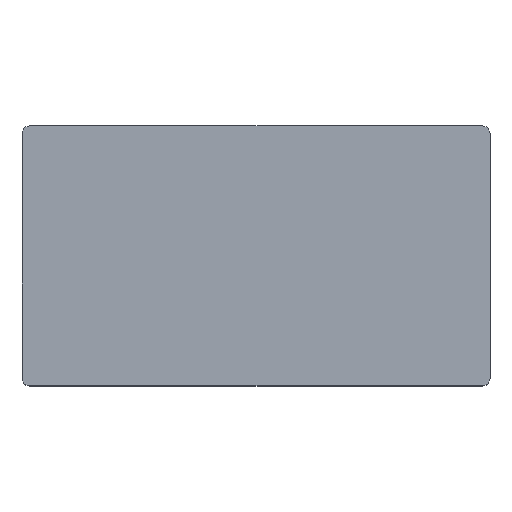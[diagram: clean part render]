
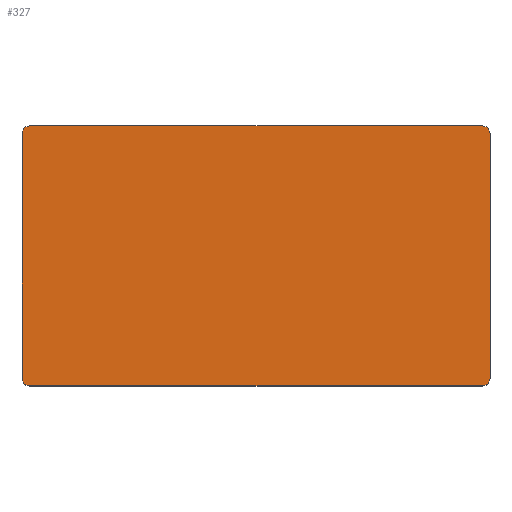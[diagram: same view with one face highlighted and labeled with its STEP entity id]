
A CAD part, top view. The second image highlights one B-rep face of the part: STEP entity #327.
In plain terms, the highlighted planar face has unit normal (0, 0, 1).
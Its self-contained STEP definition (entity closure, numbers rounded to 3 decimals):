
#3 = ORIENTED_EDGE ( 'NONE', *, *, #338, .T. ) ;
#4 = AXIS2_PLACEMENT_3D ( 'NONE', #257, #223, #248 ) ;
#5 = CARTESIAN_POINT ( 'NONE',  ( 18., 0., 2. ) ) ;
#14 = EDGE_LOOP ( 'NONE', ( #231, #191, #100, #41, #214, #3, #211, #178 ) ) ;
#19 = EDGE_CURVE ( 'NONE', #72, #333, #104, .T. ) ;
#21 = EDGE_CURVE ( 'NONE', #131, #340, #221, .T. ) ;
#25 = DIRECTION ( 'NONE',  ( 0., -1., 0. ) ) ;
#26 = CIRCLE ( 'NONE', #102, 0.3 ) ;
#29 = CARTESIAN_POINT ( 'NONE',  ( 0.3, 10., 2. ) ) ;
#32 = DIRECTION ( 'NONE',  ( -1., 0., 0. ) ) ;
#36 = CARTESIAN_POINT ( 'NONE',  ( 18., 0.3, 2. ) ) ;
#41 = ORIENTED_EDGE ( 'NONE', *, *, #130, .T. ) ;
#54 = VECTOR ( 'NONE', #247, 1000. ) ;
#57 = DIRECTION ( 'NONE',  ( -1., 0., 0. ) ) ;
#63 = VERTEX_POINT ( 'NONE', #137 ) ;
#72 = VERTEX_POINT ( 'NONE', #296 ) ;
#74 = VERTEX_POINT ( 'NONE', #244 ) ;
#86 = EDGE_CURVE ( 'NONE', #340, #158, #271, .T. ) ;
#87 = DIRECTION ( 'NONE',  ( -1., 0., 0. ) ) ;
#100 = ORIENTED_EDGE ( 'NONE', *, *, #304, .T. ) ;
#102 = AXIS2_PLACEMENT_3D ( 'NONE', #142, #138, #300 ) ;
#104 = LINE ( 'NONE', #321, #336 ) ;
#114 = CARTESIAN_POINT ( 'NONE',  ( 0., 10., 2. ) ) ;
#130 = EDGE_CURVE ( 'NONE', #252, #72, #197, .T. ) ;
#131 = VERTEX_POINT ( 'NONE', #36 ) ;
#135 = VECTOR ( 'NONE', #291, 1000. ) ;
#137 = CARTESIAN_POINT ( 'NONE',  ( 0.3, 0., 2. ) ) ;
#138 = DIRECTION ( 'NONE',  ( 0., 0., 1. ) ) ;
#140 = CARTESIAN_POINT ( 'NONE',  ( 0., 0., 2. ) ) ;
#142 = CARTESIAN_POINT ( 'NONE',  ( 0.3, 0.3, 2. ) ) ;
#147 = EDGE_CURVE ( 'NONE', #63, #74, #171, .T. ) ;
#150 = CIRCLE ( 'NONE', #4, 0.3 ) ;
#158 = VERTEX_POINT ( 'NONE', #227 ) ;
#171 = LINE ( 'NONE', #140, #54 ) ;
#172 = DIRECTION ( 'NONE',  ( 0., 0., 1. ) ) ;
#173 = CARTESIAN_POINT ( 'NONE',  ( 18., 9.7, 2. ) ) ;
#175 = AXIS2_PLACEMENT_3D ( 'NONE', #325, #246, #32 ) ;
#178 = ORIENTED_EDGE ( 'NONE', *, *, #238, .T. ) ;
#179 = DIRECTION ( 'NONE',  ( 0., 0., -1. ) ) ;
#191 = ORIENTED_EDGE ( 'NONE', *, *, #86, .T. ) ;
#197 = CIRCLE ( 'NONE', #283, 0.3 ) ;
#198 = LINE ( 'NONE', #114, #309 ) ;
#201 = CARTESIAN_POINT ( 'NONE',  ( 0., 0.3, 2. ) ) ;
#211 = ORIENTED_EDGE ( 'NONE', *, *, #147, .T. ) ;
#214 = ORIENTED_EDGE ( 'NONE', *, *, #19, .T. ) ;
#221 = LINE ( 'NONE', #5, #135 ) ;
#223 = DIRECTION ( 'NONE',  ( 0., 0., 1. ) ) ;
#227 = CARTESIAN_POINT ( 'NONE',  ( 17.7, 10., 2. ) ) ;
#231 = ORIENTED_EDGE ( 'NONE', *, *, #21, .T. ) ;
#238 = EDGE_CURVE ( 'NONE', #74, #131, #150, .T. ) ;
#240 = AXIS2_PLACEMENT_3D ( 'NONE', #273, #179, #87 ) ;
#244 = CARTESIAN_POINT ( 'NONE',  ( 17.7, 0., 2. ) ) ;
#246 = DIRECTION ( 'NONE',  ( 0., 0., 1. ) ) ;
#247 = DIRECTION ( 'NONE',  ( 1., 0., 0. ) ) ;
#248 = DIRECTION ( 'NONE',  ( -1., 0., 0. ) ) ;
#252 = VERTEX_POINT ( 'NONE', #29 ) ;
#257 = CARTESIAN_POINT ( 'NONE',  ( 17.7, 0.3, 2. ) ) ;
#271 = CIRCLE ( 'NONE', #175, 0.3 ) ;
#273 = CARTESIAN_POINT ( 'NONE',  ( 0., 0., 2. ) ) ;
#275 = PLANE ( 'NONE',  #240 ) ;
#277 = DIRECTION ( 'NONE',  ( -1., 0., 0. ) ) ;
#283 = AXIS2_PLACEMENT_3D ( 'NONE', #329, #172, #277 ) ;
#291 = DIRECTION ( 'NONE',  ( 0., 1., 0. ) ) ;
#296 = CARTESIAN_POINT ( 'NONE',  ( 0., 9.7, 2. ) ) ;
#300 = DIRECTION ( 'NONE',  ( -1., 0., 0. ) ) ;
#304 = EDGE_CURVE ( 'NONE', #158, #252, #198, .T. ) ;
#309 = VECTOR ( 'NONE', #57, 1000. ) ;
#321 = CARTESIAN_POINT ( 'NONE',  ( 0., 0., 2. ) ) ;
#325 = CARTESIAN_POINT ( 'NONE',  ( 17.7, 9.7, 2. ) ) ;
#327 = ADVANCED_FACE ( 'NONE', ( #331 ), #275, .F. ) ;
#329 = CARTESIAN_POINT ( 'NONE',  ( 0.3, 9.7, 2. ) ) ;
#331 = FACE_OUTER_BOUND ( 'NONE', #14, .T. ) ;
#333 = VERTEX_POINT ( 'NONE', #201 ) ;
#336 = VECTOR ( 'NONE', #25, 1000. ) ;
#338 = EDGE_CURVE ( 'NONE', #333, #63, #26, .T. ) ;
#340 = VERTEX_POINT ( 'NONE', #173 ) ;
